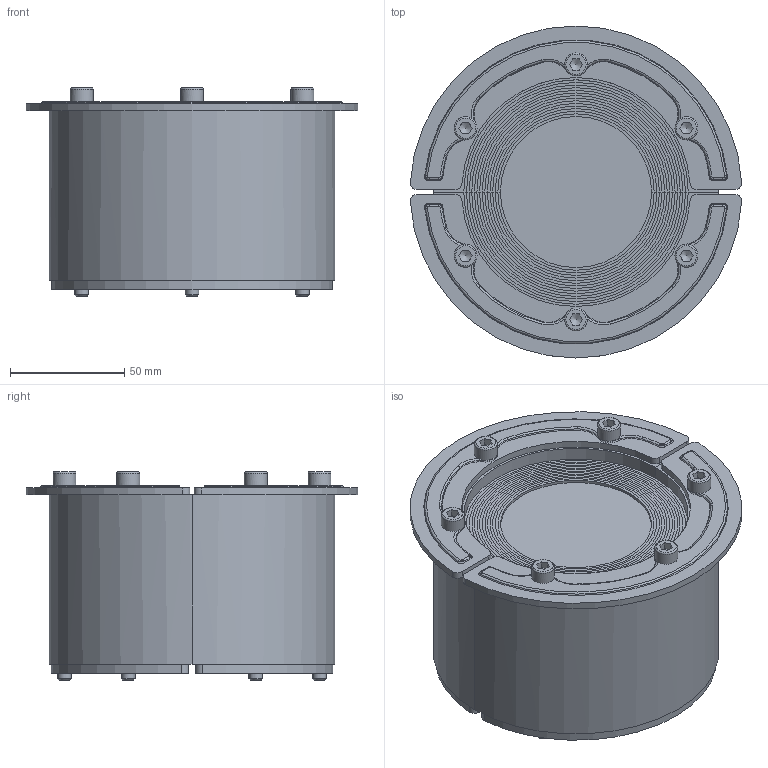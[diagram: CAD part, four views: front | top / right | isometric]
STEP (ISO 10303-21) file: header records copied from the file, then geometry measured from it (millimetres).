
FILE_DESCRIPTION(/* description */ (''),/* implementation_level */ '2;1');
FILE_NAME(/* name */ 'RS 125.stp',/* time_stamp */ '2024-01-26T09:35:22+01:00',/* author */ ('se-linado'),/* organization */ (''),/* preprocessor_version */ 'ST-DEVELOPER v18.1',/* originating_system */ 'Autodesk Inventor 2021',/* authorisation */ '');
FILE_SCHEMA (('AUTOMOTIVE_DESIGN { 1 0 10303 214 3 1 1 }'));
Length unit declared in the file: millimetre
Products named in the file (1): RS 125
Bounding box: 144.76 x 145 x 91 mm (x, y, z)
Volume: 857447.8 mm3; surface area: 73684.2 mm2
Topology: 1 solids, 1 shells, 276 faces, 668 edges, 404 vertices
Faces by surface type: plane 136, cylinder 50, cone 40, torus 34, bspline 16
Full cylindrical faces by diameter (mm): 6 x6, 10 x6
Entity records: 8773 total; most frequent: CARTESIAN_POINT 2019, DIRECTION 1428, ORIENTED_EDGE 1324, EDGE_CURVE 662, AXIS2_PLACEMENT_3D 587, VERTEX_POINT 404, CIRCLE 326, EDGE_LOOP 292
